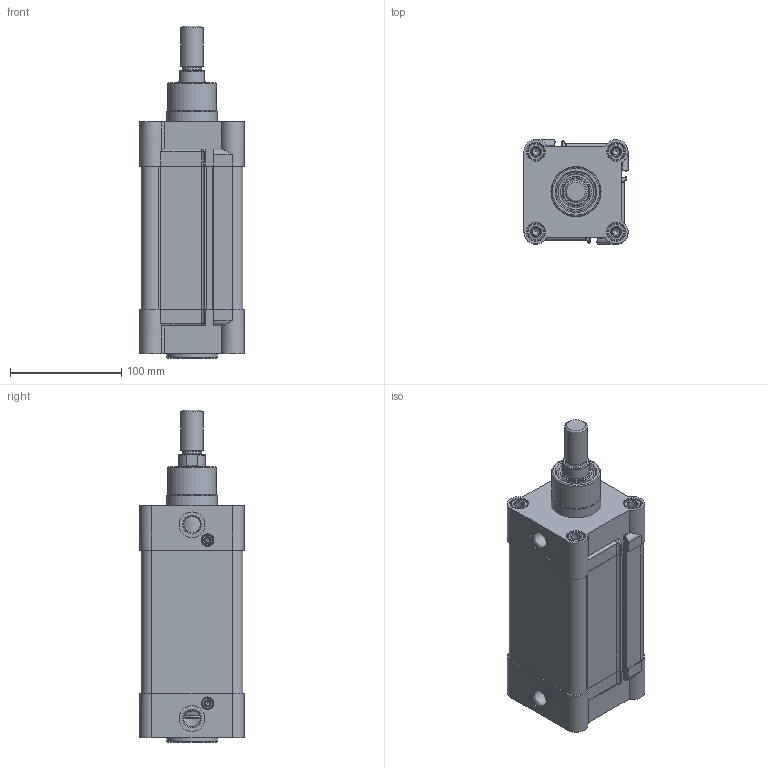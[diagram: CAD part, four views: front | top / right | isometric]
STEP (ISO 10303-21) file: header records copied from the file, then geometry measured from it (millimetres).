
FILE_DESCRIPTION(/* description */ (''),/* implementation_level */ '2;1');
FILE_NAME(/* name */ 'xl_80-80.stp',/* time_stamp */ '2017-09-13T08:51:22+02:00',/* author */ ('leitheußer'),/* organization */ (''),/* preprocessor_version */ 'ST-DEVELOPER v15.6',/* originating_system */ 'Autodesk Inventor LT ',/* authorisation */ '');
FILE_SCHEMA (('AUTOMOTIVE_DESIGN { 1 0 10303 214 3 1 1 }'));
Length unit declared in the file: millimetre
Products named in the file (1): CDEMA080_0080_X
Bounding box: 93.5 x 93.5 x 298 mm (x, y, z)
Volume: 1100098.9 mm3; surface area: 388371.1 mm2
Topology: 30 solids, 30 shells, 1101 faces, 2547 edges, 1581 vertices
Faces by surface type: plane 451, cylinder 379, cone 148, torus 71, bspline 46, sphere 6
Full cylindrical faces by diameter (mm): 3 x2, 3.5 x2, 4 x4, 5 x2, 5.5 x2, 5.917 x2, 6 x12, 6.5 x4, 7 x2, 7.9 x4, 8 x4, 8.376 x8, 8.917 x2, 9 x4, 9.2 x4, 10 x18, 10.5 x2, 10.7 x10, 10.8 x2, 11 x8, 14.376 x1, 14.95 x2, 15 x8, 16 x11, 17.5 x1, 20 x1, 23 x2, 24 x5, 25 x4, 25.05 x2
Entity records: 30244 total; most frequent: CARTESIAN_POINT 6601, DIRECTION 5143, ORIENTED_EDGE 4224, AXIS2_PLACEMENT_3D 2139, EDGE_CURVE 2112, EDGE_LOOP 1637, VERTEX_POINT 1515, FACE_OUTER_BOUND 1101
